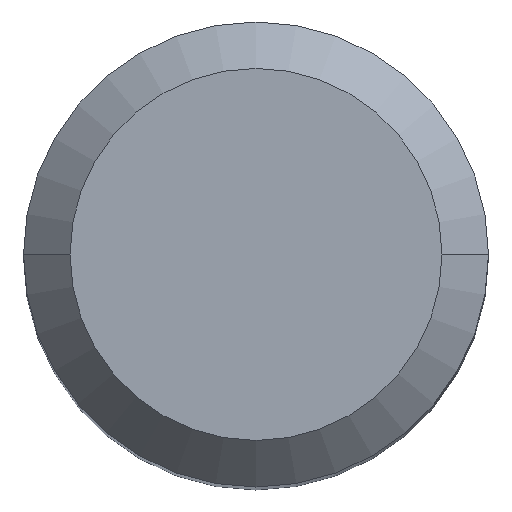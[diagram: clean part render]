
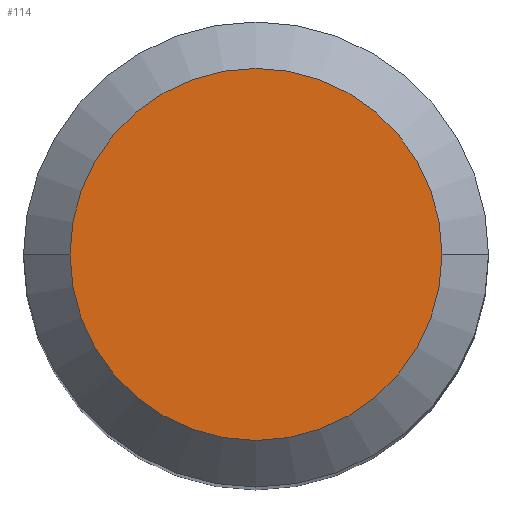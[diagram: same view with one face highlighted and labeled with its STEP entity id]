
A CAD part, top view. The second image highlights one B-rep face of the part: STEP entity #114.
In plain terms, the highlighted planar face has unit normal (0, 0, 1).
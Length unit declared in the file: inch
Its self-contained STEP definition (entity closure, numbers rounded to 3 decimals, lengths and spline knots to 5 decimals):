
#1 = DIRECTION ( 'NONE',  ( 1., 0., 0. ) ) ;
#32 = CIRCLE ( 'NONE', #482, 0.18896 ) ;
#47 = ORIENTED_EDGE ( 'NONE', *, *, #322, .T. ) ;
#48 = AXIS2_PLACEMENT_3D ( 'NONE', #88, #195, #1 ) ;
#81 = CARTESIAN_POINT ( 'NONE',  ( 0., 0., 0. ) ) ;
#88 = CARTESIAN_POINT ( 'NONE',  ( 0., 0., 0. ) ) ;
#111 = DIRECTION ( 'NONE',  ( 1., 0., 0. ) ) ;
#112 = EDGE_CURVE ( 'NONE', #142, #450, #32, .T. ) ;
#114 = ADVANCED_FACE ( 'NONE', ( #454 ), #490, .F. ) ;
#142 = VERTEX_POINT ( 'NONE', #298 ) ;
#150 = DIRECTION ( 'NONE',  ( -1., 0., 0. ) ) ;
#151 = EDGE_LOOP ( 'NONE', ( #388, #47 ) ) ;
#195 = DIRECTION ( 'NONE',  ( 0., 0., 1. ) ) ;
#298 = CARTESIAN_POINT ( 'NONE',  ( -0.18896, 0., 0. ) ) ;
#300 = CIRCLE ( 'NONE', #48, 0.18896 ) ;
#322 = EDGE_CURVE ( 'NONE', #450, #142, #300, .T. ) ;
#324 = AXIS2_PLACEMENT_3D ( 'NONE', #81, #444, #150 ) ;
#374 = DIRECTION ( 'NONE',  ( 0., 0., 1. ) ) ;
#388 = ORIENTED_EDGE ( 'NONE', *, *, #112, .T. ) ;
#444 = DIRECTION ( 'NONE',  ( 0., 0., -1. ) ) ;
#447 = CARTESIAN_POINT ( 'NONE',  ( 0., 0., 0. ) ) ;
#450 = VERTEX_POINT ( 'NONE', #464 ) ;
#454 = FACE_OUTER_BOUND ( 'NONE', #151, .T. ) ;
#464 = CARTESIAN_POINT ( 'NONE',  ( 0.18896, 0., 0. ) ) ;
#482 = AXIS2_PLACEMENT_3D ( 'NONE', #447, #374, #111 ) ;
#490 = PLANE ( 'NONE',  #324 ) ;
